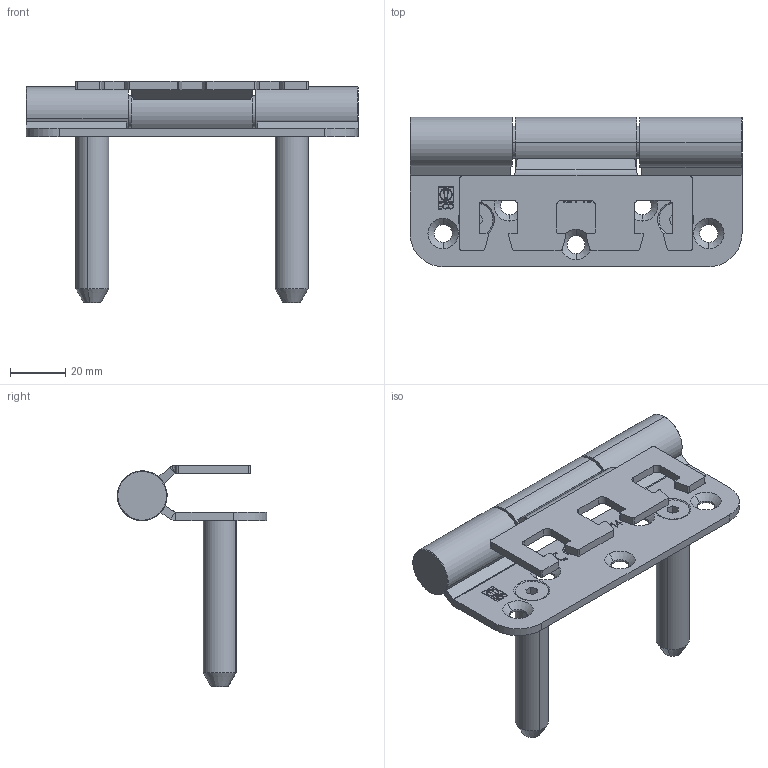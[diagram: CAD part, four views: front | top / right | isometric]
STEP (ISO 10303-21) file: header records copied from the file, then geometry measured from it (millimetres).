
FILE_DESCRIPTION (( 'STEP AP214' ), '1' );
FILE_NAME ('OBX-18-2541-120-LG-TZ.STEP', '2019-07-12T10:31:40', ( '' ), ( '' ), 'SwSTEP 2.0', 'SolidWorks 2017', '' );
FILE_SCHEMA (( 'AUTOMOTIVE_DESIGN' ));
Length unit declared in the file: millimetre
Products named in the file (25): DIN5401-III; ISO 10642; B02853; ISO 10642_M6x16 - A2-70; D044-14308; B01572; D044-24252; D043-24263; D046-14312; D043-29554; OBX-18-2541-120-LG-TZ
Assembly tree (15 placements, depth 2):
  DIN5401-III
  ISO 10642
  B02853
  B02853
  ISO 10642
Bounding box: 120 x 54 x 80 mm (x, y, z)
Volume: 60058.8 mm3; surface area: 35187 mm2
Topology: 15 solids, 15 shells, 533 faces, 1324 edges, 858 vertices
Faces by surface type: plane 242, cylinder 159, bspline 62, cone 54, sphere 12, torus 4
Entity records: 17641 total; most frequent: CARTESIAN_POINT 6020, ORIENTED_EDGE 2314, DIRECTION 2152, EDGE_CURVE 1157, VERTEX_POINT 755, AXIS2_PLACEMENT_3D 719, VECTOR 714, LINE 714
